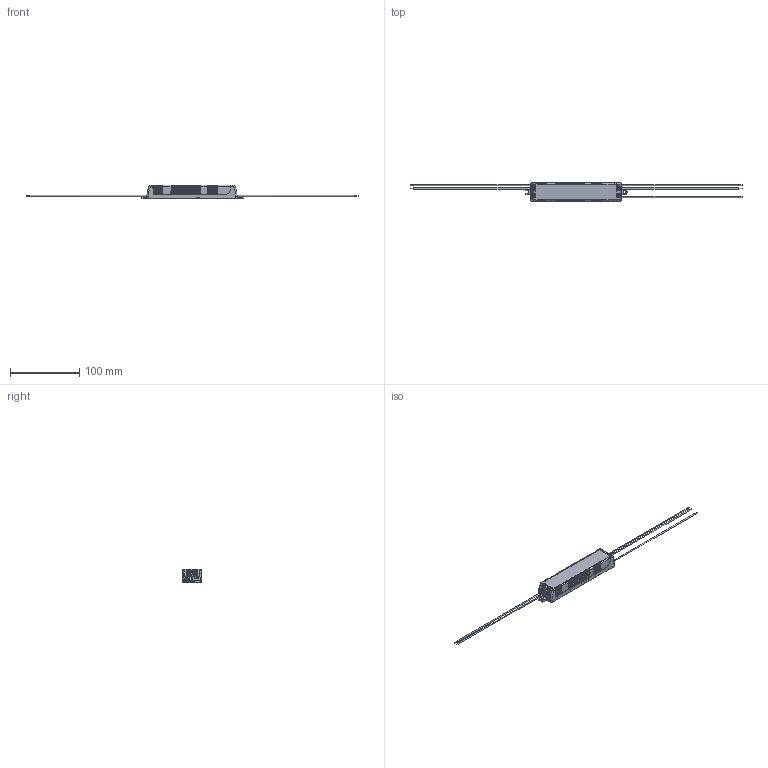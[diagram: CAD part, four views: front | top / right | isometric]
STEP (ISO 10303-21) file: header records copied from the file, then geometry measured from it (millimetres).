
FILE_DESCRIPTION(('STEP AP214'), '1');
FILE_NAME('ﾈﾏﾑ 40-350ﾒ IP20 ﾎﾔﾈﾑ 1613', '', ('UNSPECIFIED'), ('UNSPECIFIED'), 'C3D Converter', 'C3D Toolkit', '');
FILE_SCHEMA(('AUTOMOTIVE_DESIGN { 1 0 10303 214 3 1 1}'));
Length unit declared in the file: millimetre
Products named in the file (1): ИПС
Bounding box: 481 x 27.64 x 20 mm (x, y, z)
Volume: 18208.9 mm3; surface area: 31602.5 mm2
Topology: 1 solids, 1 shells, 2116 faces, 5713 edges, 3382 vertices
Faces by surface type: bspline 2091, plane 15, cylinder 10
Full cylindrical faces by diameter (mm): 1 x5, 1.6 x5
Entity records: 135697 total; most frequent: CARTESIAN_POINT 85102, ORIENTED_EDGE 11168, EDGE_CURVE 5584, B_SPLINE_CURVE_WITH_KNOTS 4166, VERTEX_POINT 3382, EDGE_LOOP 2168, FACE_BOUND 2148, COLOUR_RGB 2117
